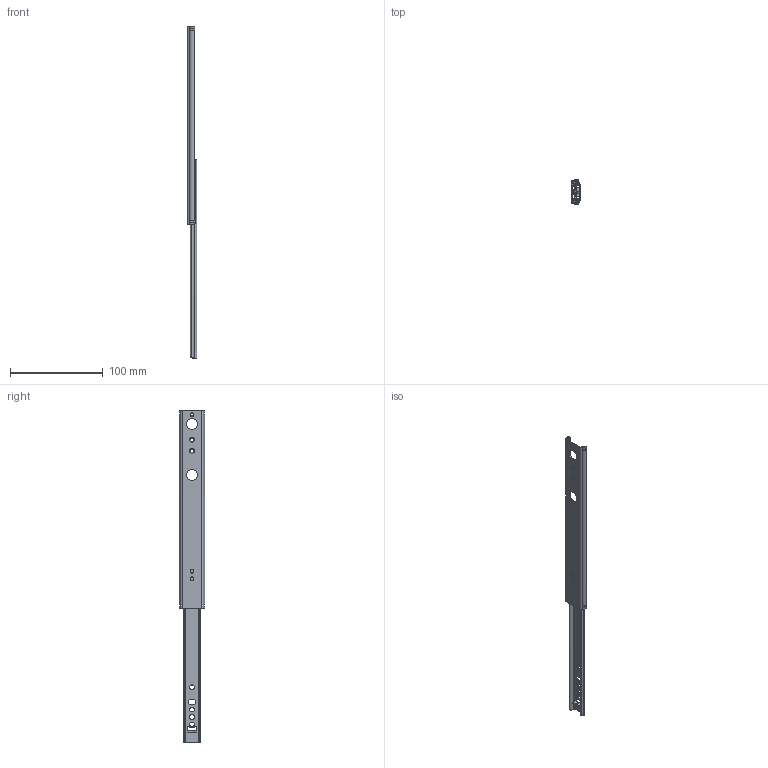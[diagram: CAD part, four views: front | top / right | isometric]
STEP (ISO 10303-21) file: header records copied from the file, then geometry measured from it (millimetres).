
FILE_DESCRIPTION(/* description */ ('Teilauszug Serie 010 214x144'),/* implementation_level */ '2;1');
FILE_NAME(/* name */ '07000051001.stp',/* time_stamp */ '2020-12-18T18:02:54+01:00',/* author */ ('Dennis Bruder'),/* organization */ (''),/* preprocessor_version */ 'ST-DEVELOPER v18',/* originating_system */ 'Autodesk Inventor 2020',/* authorisation */ '');
FILE_SCHEMA (('AUTOMOTIVE_DESIGN { 1 0 10303 214 3 1 1 }'));
Length unit declared in the file: millimetre
Products named in the file (1): 07000051001
Bounding box: 10 x 27.2 x 358 mm (x, y, z)
Volume: 19582.9 mm3; surface area: 33993.3 mm2
Topology: 15 solids, 15 shells, 355 faces, 984 edges, 618 vertices
Faces by surface type: cylinder 174, plane 111, torus 31, bspline 26, sphere 12, cone 1
Full cylindrical faces by diameter (mm): 3 x1, 3.65 x3, 4 x1, 4.2 x14, 5.1 x8, 5.2 x3, 12 x2
Entity records: 13040 total; most frequent: CARTESIAN_POINT 3451, DIRECTION 1935, ORIENTED_EDGE 1912, EDGE_CURVE 956, AXIS2_PLACEMENT_3D 751, VERTEX_POINT 618, LINE 433, VECTOR 433
